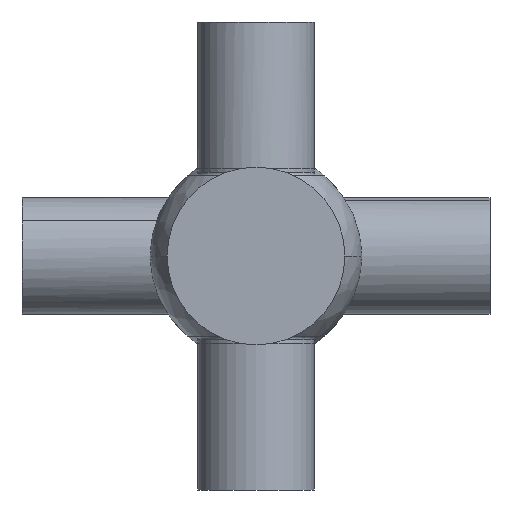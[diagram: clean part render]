
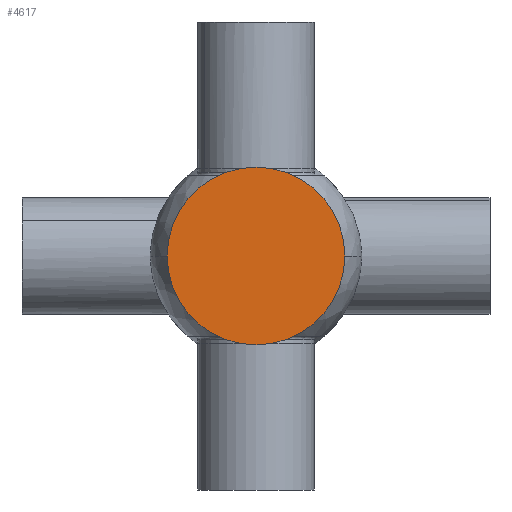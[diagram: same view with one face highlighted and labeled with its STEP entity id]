
A CAD part, front view. The second image highlights one B-rep face of the part: STEP entity #4617.
In plain terms, the highlighted planar face has unit normal (0, -1, 0).
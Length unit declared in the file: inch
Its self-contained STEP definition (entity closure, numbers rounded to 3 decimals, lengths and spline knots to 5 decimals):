
#62 = EDGE_CURVE ( 'NONE', #3019, #4636, #220, .T. ) ;
#220 = CIRCLE ( 'NONE', #3512, 1.525 ) ;
#438 = CARTESIAN_POINT ( 'NONE',  ( 0., -6.262, 0. ) ) ;
#499 = DIRECTION ( 'NONE',  ( 0., 1., 0. ) ) ;
#522 = DIRECTION ( 'NONE',  ( -1., 0., 0. ) ) ;
#1595 = ORIENTED_EDGE ( 'NONE', *, *, #62, .F. ) ;
#1654 = EDGE_CURVE ( 'NONE', #4636, #3019, #4101, .T. ) ;
#1899 = DIRECTION ( 'NONE',  ( 0., 1., 0. ) ) ;
#2314 = AXIS2_PLACEMENT_3D ( 'NONE', #2696, #499, #3065 ) ;
#2696 = CARTESIAN_POINT ( 'NONE',  ( 0., -6.262, 0. ) ) ;
#2721 = DIRECTION ( 'NONE',  ( 0., 1., 0. ) ) ;
#2733 = EDGE_LOOP ( 'NONE', ( #1595, #3027 ) ) ;
#2760 = AXIS2_PLACEMENT_3D ( 'NONE', #438, #1899, #3773 ) ;
#3019 = VERTEX_POINT ( 'NONE', #3102 ) ;
#3027 = ORIENTED_EDGE ( 'NONE', *, *, #1654, .F. ) ;
#3065 = DIRECTION ( 'NONE',  ( -1., 0., 0. ) ) ;
#3102 = CARTESIAN_POINT ( 'NONE',  ( -1.525, -6.262, 0. ) ) ;
#3388 = PLANE ( 'NONE',  #2760 ) ;
#3512 = AXIS2_PLACEMENT_3D ( 'NONE', #4620, #2721, #522 ) ;
#3773 = DIRECTION ( 'NONE',  ( -1., 0., 0. ) ) ;
#4101 = CIRCLE ( 'NONE', #2314, 1.525 ) ;
#4544 = CARTESIAN_POINT ( 'NONE',  ( 1.525, -6.262, 0. ) ) ;
#4599 = FACE_OUTER_BOUND ( 'NONE', #2733, .T. ) ;
#4617 = ADVANCED_FACE ( 'NONE', ( #4599 ), #3388, .F. ) ;
#4620 = CARTESIAN_POINT ( 'NONE',  ( 0., -6.262, 0. ) ) ;
#4636 = VERTEX_POINT ( 'NONE', #4544 ) ;
